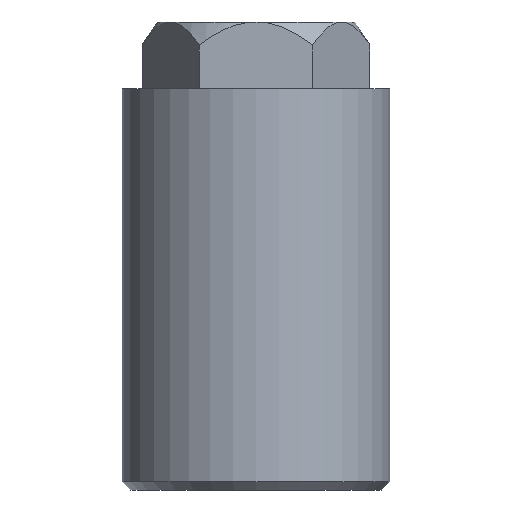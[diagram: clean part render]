
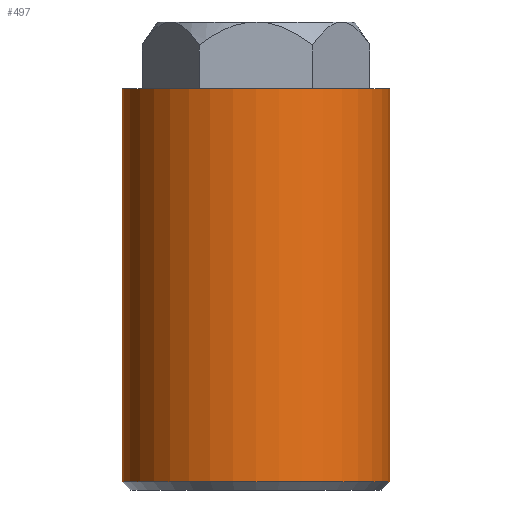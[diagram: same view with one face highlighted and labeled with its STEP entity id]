
A CAD part, front view. The second image highlights one B-rep face of the part: STEP entity #497.
In plain terms, the highlighted cylindrical face has radius 8 mm (diameter 16 mm), a partial arc.
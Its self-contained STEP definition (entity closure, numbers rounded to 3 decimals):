
#34=CYLINDRICAL_SURFACE('',#538,8.);
#49=LINE('',#916,#74);
#50=LINE('',#917,#75);
#74=VECTOR('',#619,23.5);
#75=VECTOR('',#620,23.5);
#97=CIRCLE('',#539,8.);
#98=CIRCLE('',#540,8.);
#130=FACE_OUTER_BOUND('',#162,.T.);
#162=EDGE_LOOP('',(#352,#353,#354,#355));
#223=VERTEX_POINT('',#829);
#224=VERTEX_POINT('',#831);
#233=VERTEX_POINT('',#913);
#234=VERTEX_POINT('',#914);
#278=EDGE_CURVE('',#233,#224,#49,.T.);
#279=EDGE_CURVE('',#234,#223,#50,.T.);
#281=EDGE_CURVE('',#234,#233,#97,.T.);
#282=EDGE_CURVE('',#223,#224,#98,.T.);
#352=ORIENTED_EDGE('',*,*,#278,.F.);
#353=ORIENTED_EDGE('',*,*,#281,.F.);
#354=ORIENTED_EDGE('',*,*,#279,.T.);
#355=ORIENTED_EDGE('',*,*,#282,.T.);
#497=ADVANCED_FACE('',(#130),#34,.T.);
#538=AXIS2_PLACEMENT_3D('',#946,#621,#622);
#539=AXIS2_PLACEMENT_3D('',#947,#623,#624);
#540=AXIS2_PLACEMENT_3D('',#948,#625,#626);
#619=DIRECTION('',(0.,0.,-1.));
#620=DIRECTION('',(0.,0.,-1.));
#621=DIRECTION('center_axis',(0.,0.,-1.));
#622=DIRECTION('ref_axis',(-1.,0.,0.));
#623=DIRECTION('center_axis',(0.,0.,1.));
#624=DIRECTION('ref_axis',(1.,0.,0.));
#625=DIRECTION('center_axis',(0.,0.,1.));
#626=DIRECTION('ref_axis',(1.,0.,0.));
#829=CARTESIAN_POINT('',(-8.,0.,-11.5));
#831=CARTESIAN_POINT('',(8.,0.,-11.5));
#913=CARTESIAN_POINT('',(8.,0.,12.));
#914=CARTESIAN_POINT('',(-8.,0.,12.));
#916=CARTESIAN_POINT('',(8.,0.,12.));
#917=CARTESIAN_POINT('',(-8.,0.,12.));
#946=CARTESIAN_POINT('Origin',(0.,0.,12.));
#947=CARTESIAN_POINT('Origin',(0.,0.,12.));
#948=CARTESIAN_POINT('Origin',(0.,0.,-11.5));
